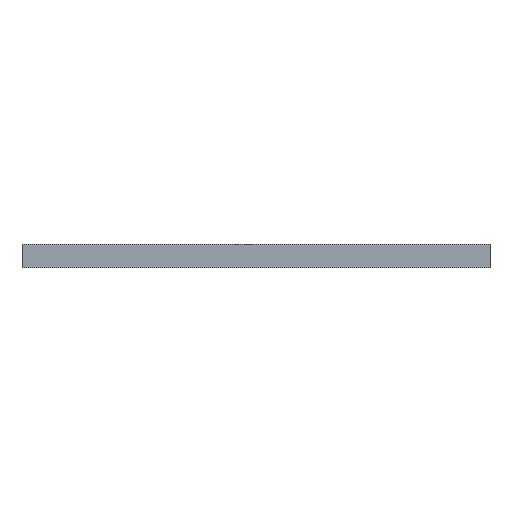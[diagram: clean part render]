
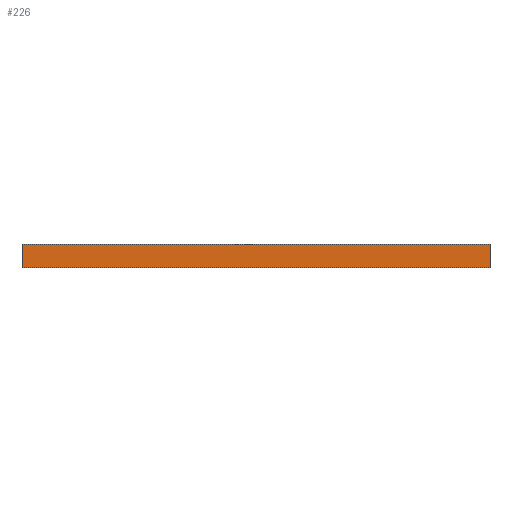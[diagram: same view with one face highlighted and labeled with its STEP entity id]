
A CAD part, front view. The second image highlights one B-rep face of the part: STEP entity #226.
In plain terms, the highlighted planar face has unit normal (0, -1, 0).
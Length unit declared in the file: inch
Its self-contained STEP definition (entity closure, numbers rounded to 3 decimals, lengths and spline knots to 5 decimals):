
#32 = CARTESIAN_POINT ( 'NONE',  ( 0.59055, -0.59055, 0.01969 ) ) ;
#80 = VECTOR ( 'NONE', #1273, 39.37008 ) ;
#101 = ORIENTED_EDGE ( 'NONE', *, *, #2015, .T. ) ;
#130 = CARTESIAN_POINT ( 'NONE',  ( -0.59055, -0.59055, 0. ) ) ;
#144 = VERTEX_POINT ( 'NONE', #663 ) ;
#226 = ADVANCED_FACE ( 'NONE', ( #2574 ), #2131, .T. ) ;
#356 = LINE ( 'NONE', #451, #1167 ) ;
#424 = CARTESIAN_POINT ( 'NONE',  ( -0.59055, -0.59055, 0.01969 ) ) ;
#451 = CARTESIAN_POINT ( 'NONE',  ( 0.59055, -0.59055, 0. ) ) ;
#463 = DIRECTION ( 'NONE',  ( 0., 0., 1. ) ) ;
#477 = DIRECTION ( 'NONE',  ( 1., 0., 0. ) ) ;
#517 = VERTEX_POINT ( 'NONE', #32 ) ;
#642 = ORIENTED_EDGE ( 'NONE', *, *, #2503, .T. ) ;
#647 = EDGE_CURVE ( 'NONE', #2356, #517, #1208, .T. ) ;
#663 = CARTESIAN_POINT ( 'NONE',  ( 0.59055, -0.59055, -0.03937 ) ) ;
#680 = CARTESIAN_POINT ( 'NONE',  ( -0.59055, -0.59055, -0.03937 ) ) ;
#934 = DIRECTION ( 'NONE',  ( 1., 0., 0. ) ) ;
#965 = LINE ( 'NONE', #1605, #1029 ) ;
#1029 = VECTOR ( 'NONE', #1203, 39.37008 ) ;
#1163 = ORIENTED_EDGE ( 'NONE', *, *, #647, .F. ) ;
#1167 = VECTOR ( 'NONE', #463, 39.37008 ) ;
#1203 = DIRECTION ( 'NONE',  ( 0., 0., 1. ) ) ;
#1208 = LINE ( 'NONE', #2268, #80 ) ;
#1273 = DIRECTION ( 'NONE',  ( 1., 0., 0. ) ) ;
#1276 = VERTEX_POINT ( 'NONE', #2315 ) ;
#1552 = VECTOR ( 'NONE', #477, 39.37008 ) ;
#1605 = CARTESIAN_POINT ( 'NONE',  ( -0.59055, -0.59055, 0. ) ) ;
#1639 = AXIS2_PLACEMENT_3D ( 'NONE', #130, #1720, #934 ) ;
#1720 = DIRECTION ( 'NONE',  ( 0., -1., 0. ) ) ;
#1800 = EDGE_CURVE ( 'NONE', #1276, #2356, #965, .T. ) ;
#1911 = ORIENTED_EDGE ( 'NONE', *, *, #1800, .F. ) ;
#2015 = EDGE_CURVE ( 'NONE', #1276, #144, #2563, .T. ) ;
#2131 = PLANE ( 'NONE',  #1639 ) ;
#2268 = CARTESIAN_POINT ( 'NONE',  ( -0.59055, -0.59055, 0.01969 ) ) ;
#2315 = CARTESIAN_POINT ( 'NONE',  ( -0.59055, -0.59055, -0.03937 ) ) ;
#2356 = VERTEX_POINT ( 'NONE', #424 ) ;
#2417 = EDGE_LOOP ( 'NONE', ( #1911, #101, #642, #1163 ) ) ;
#2503 = EDGE_CURVE ( 'NONE', #144, #517, #356, .T. ) ;
#2563 = LINE ( 'NONE', #680, #1552 ) ;
#2574 = FACE_OUTER_BOUND ( 'NONE', #2417, .T. ) ;
